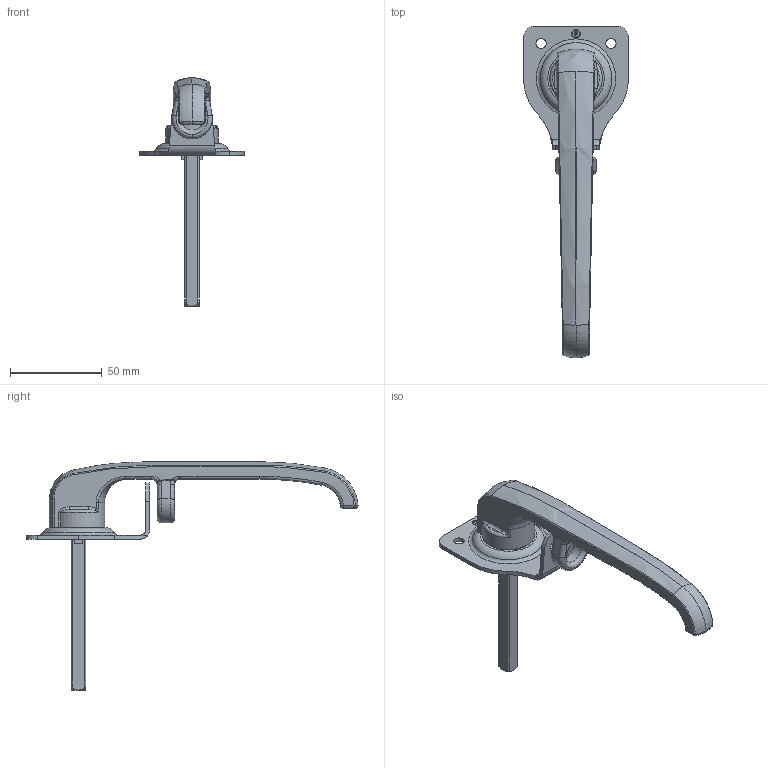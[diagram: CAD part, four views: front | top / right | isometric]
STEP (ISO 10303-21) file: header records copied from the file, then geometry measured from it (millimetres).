
FILE_DESCRIPTION((''),'2;1');
FILE_NAME('5655-SSX.stp','2012-09-11T14:45:03',('fredp'),(''),'Autodesk Inventor 2012','Autodesk Inventor 2012','');
FILE_SCHEMA(('AUTOMOTIVE_DESIGN { 1 0 10303 214 1 1 1 1 }'));
Length unit declared in the file: inch
Products named in the file (1): 5655-SSX
Bounding box: 57.15 x 180.97 x 124.61 mm (x, y, z)
Volume: 56793.3 mm3; surface area: 26683.7 mm2
Topology: 5 solids, 5 shells, 190 faces, 462 edges, 280 vertices
Faces by surface type: plane 68, bspline 55, cylinder 46, torus 13, sphere 4, revolution 2, cone 2
Full cylindrical faces by diameter (mm): 4.318 x1, 4.826 x1, 5.563 x3, 12.7 x2, 14.288 x1, 14.605 x2, 19.05 x1, 19.876 x1, 28.448 x1
Entity records: 8193 total; most frequent: CARTESIAN_POINT 4021, ORIENTED_EDGE 854, DIRECTION 684, EDGE_CURVE 427, VERTEX_POINT 274, AXIS2_PLACEMENT_3D 269, EDGE_LOOP 233, STYLED_ITEM 191
